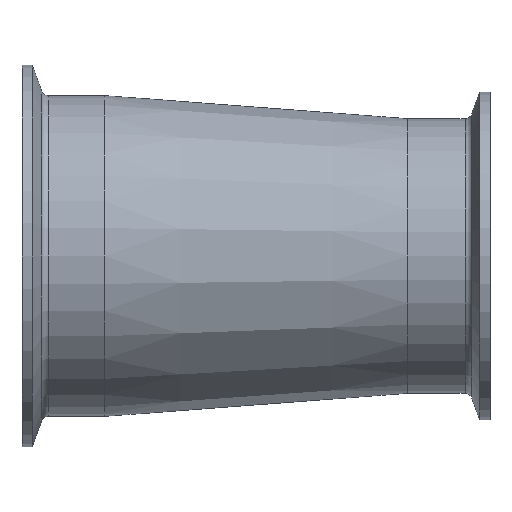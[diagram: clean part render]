
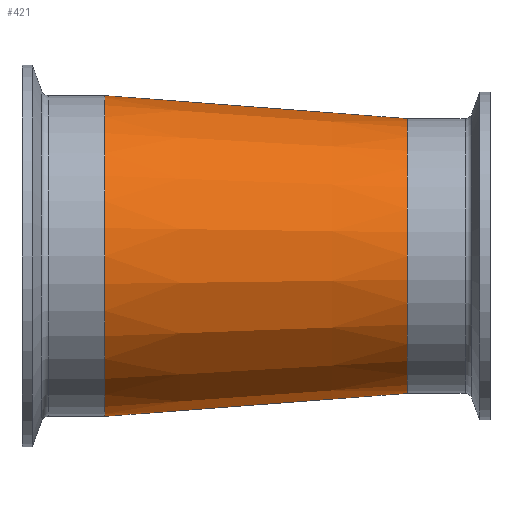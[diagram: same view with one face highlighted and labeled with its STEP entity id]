
A CAD part, front view. The second image highlights one B-rep face of the part: STEP entity #421.
In plain terms, the highlighted conical face has half-angle 4.357 degrees and reference radius 44.55 mm.
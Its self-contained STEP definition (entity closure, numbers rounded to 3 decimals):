
#40=LINE('',#801,#54);
#54=VECTOR('',#672,44.55);
#64=CONICAL_SURFACE('',#514,44.55,0.076);
#88=FACE_OUTER_BOUND('',#118,.T.);
#118=EDGE_LOOP('',(#374,#375,#376,#377,#378,#379));
#139=CIRCLE('',#471,38.15);
#140=CIRCLE('',#472,38.15);
#161=CIRCLE('',#504,44.55);
#162=CIRCLE('',#505,44.55);
#183=VERTEX_POINT('',#725);
#184=VERTEX_POINT('',#726);
#201=VERTEX_POINT('',#781);
#202=VERTEX_POINT('',#783);
#228=EDGE_CURVE('',#183,#184,#139,.T.);
#229=EDGE_CURVE('',#184,#183,#140,.T.);
#256=EDGE_CURVE('',#201,#202,#161,.T.);
#257=EDGE_CURVE('',#202,#201,#162,.T.);
#265=EDGE_CURVE('',#183,#202,#40,.T.);
#374=ORIENTED_EDGE('',*,*,#228,.T.);
#375=ORIENTED_EDGE('',*,*,#229,.T.);
#376=ORIENTED_EDGE('',*,*,#265,.T.);
#377=ORIENTED_EDGE('',*,*,#256,.F.);
#378=ORIENTED_EDGE('',*,*,#257,.F.);
#379=ORIENTED_EDGE('',*,*,#265,.F.);
#421=ADVANCED_FACE('',(#88),#64,.T.);
#471=AXIS2_PLACEMENT_3D('',#727,#576,#577);
#472=AXIS2_PLACEMENT_3D('',#728,#578,#579);
#504=AXIS2_PLACEMENT_3D('',#784,#648,#649);
#505=AXIS2_PLACEMENT_3D('',#785,#650,#651);
#514=AXIS2_PLACEMENT_3D('',#800,#670,#671);
#576=DIRECTION('center_axis',(-1.,0.,0.));
#577=DIRECTION('ref_axis',(0.,0.,1.));
#578=DIRECTION('center_axis',(-1.,0.,0.));
#579=DIRECTION('ref_axis',(0.,0.,1.));
#648=DIRECTION('center_axis',(-1.,0.,0.));
#649=DIRECTION('ref_axis',(0.,0.,1.));
#650=DIRECTION('center_axis',(-1.,0.,0.));
#651=DIRECTION('ref_axis',(0.,0.,1.));
#670=DIRECTION('center_axis',(-1.,0.,0.));
#671=DIRECTION('ref_axis',(0.,0.,1.));
#672=DIRECTION('',(-0.997,0.,-0.076));
#725=CARTESIAN_POINT('',(87.,0.,-38.15));
#726=CARTESIAN_POINT('',(87.,38.15,0.));
#727=CARTESIAN_POINT('Origin',(87.,0.,0.));
#728=CARTESIAN_POINT('Origin',(87.,0.,0.));
#781=CARTESIAN_POINT('',(3.,44.55,0.));
#783=CARTESIAN_POINT('',(3.,0.,-44.55));
#784=CARTESIAN_POINT('Origin',(3.,0.,0.));
#785=CARTESIAN_POINT('Origin',(3.,0.,0.));
#800=CARTESIAN_POINT('Origin',(3.,0.,0.));
#801=CARTESIAN_POINT('',(3.,0.,-44.55));
